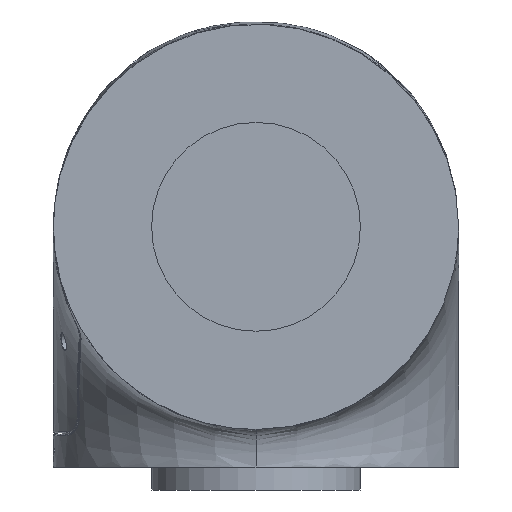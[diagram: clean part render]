
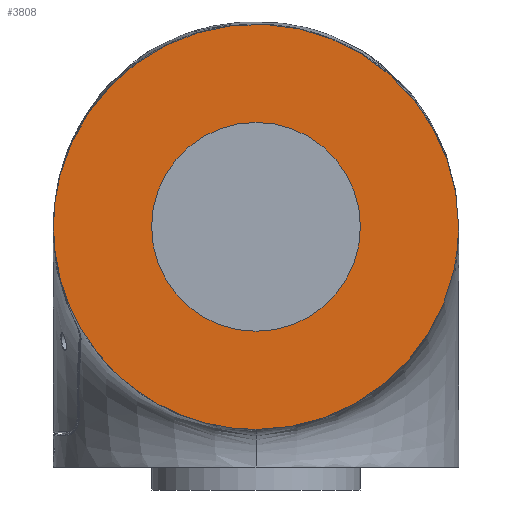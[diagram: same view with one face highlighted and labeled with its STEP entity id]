
A CAD part, front view. The second image highlights one B-rep face of the part: STEP entity #3808.
In plain terms, the highlighted planar face has unit normal (0, -1, 0).
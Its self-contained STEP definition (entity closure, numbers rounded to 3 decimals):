
#2170=CIRCLE('',#10936,50.);
#3808=ADVANCED_FACE('',(#4167,#4168),#4111,.T.);
#4111=PLANE('',#10937);
#4167=FACE_BOUND('',#4770,.T.);
#4168=FACE_BOUND('',#4771,.T.);
#4770=EDGE_LOOP('',(#6702));
#4771=EDGE_LOOP('',(#6703,#6704,#6705));
#6702=ORIENTED_EDGE('',*,*,#9323,.F.);
#6703=ORIENTED_EDGE('',*,*,#8577,.T.);
#6704=ORIENTED_EDGE('',*,*,#8662,.T.);
#6705=ORIENTED_EDGE('',*,*,#8691,.T.);
#7765=VERTEX_POINT('',#13628);
#7766=VERTEX_POINT('',#13629);
#7850=VERTEX_POINT('',#16520);
#8171=VERTEX_POINT('',#27849);
#8577=EDGE_CURVE('',#7765,#7766,#9858,.T.);
#8662=EDGE_CURVE('',#7766,#7850,#9943,.T.);
#8691=EDGE_CURVE('',#7850,#7765,#9972,.T.);
#9323=EDGE_CURVE('',#8171,#8171,#2170,.T.);
#9858=B_SPLINE_CURVE_WITH_KNOTS('',3,(#13593,#13594,#13595,#13596,#13597,
#13598,#13599,#13600,#13601,#13602,#13603,#13604,#13605,#13606,#13607,#13608,
#13609,#13610,#13611,#13612,#13613,#13614,#13615,#13616,#13617,#13618,#13619,
#13620,#13621,#13622,#13623,#13624,#13625,#13626,#13627),.UNSPECIFIED.,
 .F.,.F.,(4,1,1,1,1,1,1,1,1,1,1,1,1,1,1,1,1,1,1,1,1,1,1,1,1,1,1,1,1,1,1,
1,4),(0.,0.031,0.063,0.094,0.125,0.156,0.188,0.219,0.25,0.281,
0.313,0.344,0.375,0.406,0.438,0.469,0.5,0.531,0.563,0.594,
0.625,0.656,0.688,0.719,0.75,0.781,0.813,0.844,0.875,0.906,
0.938,0.969,1.),.UNSPECIFIED.);
#9943=B_SPLINE_CURVE_WITH_KNOTS('',3,(#16508,#16509,#16510,#16511,#16512,
#16513,#16514,#16515,#16516,#16517,#16518,#16519),.UNSPECIFIED.,.F.,.F.,
(4,1,1,1,1,1,1,1,1,4),(0.,0.,0.125,0.25,
0.375,0.5,0.625,0.75,
0.875,1.),.UNSPECIFIED.);
#9972=B_SPLINE_CURVE_WITH_KNOTS('',3,(#17595,#17596,#17597,#17598,#17599,
#17600,#17601,#17602,#17603,#17604,#17605,#17606),.UNSPECIFIED.,.F.,.F.,
(4,1,1,1,1,1,1,1,1,4),(0.,0.125,0.25,0.375,
0.5,0.625,0.75,0.875,
1.,1.),.UNSPECIFIED.);
#10936=AXIS2_PLACEMENT_3D('',#27848,#12120,#12121);
#10937=AXIS2_PLACEMENT_3D('',#27850,#12122,#12123);
#12120=DIRECTION('',(0.,-1.,0.));
#12121=DIRECTION('',(0.,0.,-1.));
#12122=DIRECTION('',(0.,-1.,0.));
#12123=DIRECTION('',(0.,0.,-1.));
#13593=CARTESIAN_POINT('',(97.,-104.5,300.));
#13594=CARTESIAN_POINT('',(97.,-104.5,303.174));
#13595=CARTESIAN_POINT('',(96.688,-104.5,309.523));
#13596=CARTESIAN_POINT('',(95.289,-104.5,318.954));
#13597=CARTESIAN_POINT('',(92.972,-104.5,328.203));
#13598=CARTESIAN_POINT('',(89.76,-104.5,337.18));
#13599=CARTESIAN_POINT('',(85.684,-104.5,345.799));
#13600=CARTESIAN_POINT('',(80.782,-104.5,353.977));
#13601=CARTESIAN_POINT('',(75.103,-104.5,361.635));
#13602=CARTESIAN_POINT('',(68.7,-104.5,368.7));
#13603=CARTESIAN_POINT('',(61.635,-104.5,375.103));
#13604=CARTESIAN_POINT('',(53.977,-104.5,380.782));
#13605=CARTESIAN_POINT('',(45.799,-104.5,385.684));
#13606=CARTESIAN_POINT('',(37.18,-104.5,389.76));
#13607=CARTESIAN_POINT('',(28.203,-104.5,392.972));
#13608=CARTESIAN_POINT('',(18.954,-104.5,395.289));
#13609=CARTESIAN_POINT('',(9.523,-104.5,396.688));
#13610=CARTESIAN_POINT('',(0.,-104.5,397.156));
#13611=CARTESIAN_POINT('',(-9.523,-104.5,396.688));
#13612=CARTESIAN_POINT('',(-18.954,-104.5,395.289));
#13613=CARTESIAN_POINT('',(-28.203,-104.5,392.972));
#13614=CARTESIAN_POINT('',(-37.18,-104.5,389.76));
#13615=CARTESIAN_POINT('',(-45.799,-104.5,385.684));
#13616=CARTESIAN_POINT('',(-53.977,-104.5,380.782));
#13617=CARTESIAN_POINT('',(-61.635,-104.5,375.103));
#13618=CARTESIAN_POINT('',(-68.7,-104.5,368.7));
#13619=CARTESIAN_POINT('',(-75.103,-104.5,361.635));
#13620=CARTESIAN_POINT('',(-80.782,-104.5,353.977));
#13621=CARTESIAN_POINT('',(-85.684,-104.5,345.799));
#13622=CARTESIAN_POINT('',(-89.76,-104.5,337.18));
#13623=CARTESIAN_POINT('',(-92.972,-104.5,328.203));
#13624=CARTESIAN_POINT('',(-95.289,-104.5,318.954));
#13625=CARTESIAN_POINT('',(-96.688,-104.5,309.523));
#13626=CARTESIAN_POINT('',(-97.,-104.5,303.174));
#13627=CARTESIAN_POINT('',(-97.,-104.5,300.));
#13628=CARTESIAN_POINT('',(97.,-104.5,300.));
#13629=CARTESIAN_POINT('',(-97.,-104.5,300.));
#16508=CARTESIAN_POINT('',(-97.,-104.5,300.));
#16509=CARTESIAN_POINT('',(-97.,-104.5,300.));
#16510=CARTESIAN_POINT('',(-97.,-104.5,293.651));
#16511=CARTESIAN_POINT('',(-95.749,-104.5,280.954));
#16512=CARTESIAN_POINT('',(-90.194,-104.5,262.64));
#16513=CARTESIAN_POINT('',(-81.172,-104.5,245.762));
#16514=CARTESIAN_POINT('',(-69.031,-104.5,230.968));
#16515=CARTESIAN_POINT('',(-54.238,-104.5,218.828));
#16516=CARTESIAN_POINT('',(-37.36,-104.5,209.806));
#16517=CARTESIAN_POINT('',(-19.046,-104.5,204.251));
#16518=CARTESIAN_POINT('',(-6.349,-104.5,203.));
#16519=CARTESIAN_POINT('',(0.,-104.5,203.));
#16520=CARTESIAN_POINT('',(0.,-104.5,203.));
#17595=CARTESIAN_POINT('',(0.,-104.5,203.));
#17596=CARTESIAN_POINT('',(6.349,-104.5,203.));
#17597=CARTESIAN_POINT('',(19.046,-104.5,204.251));
#17598=CARTESIAN_POINT('',(37.36,-104.5,209.806));
#17599=CARTESIAN_POINT('',(54.238,-104.5,218.828));
#17600=CARTESIAN_POINT('',(69.031,-104.5,230.968));
#17601=CARTESIAN_POINT('',(81.172,-104.5,245.762));
#17602=CARTESIAN_POINT('',(90.194,-104.5,262.64));
#17603=CARTESIAN_POINT('',(95.749,-104.5,280.954));
#17604=CARTESIAN_POINT('',(97.,-104.5,293.651));
#17605=CARTESIAN_POINT('',(97.,-104.5,300.));
#17606=CARTESIAN_POINT('',(97.,-104.5,300.));
#27848=CARTESIAN_POINT('',(0.,-104.5,300.));
#27849=CARTESIAN_POINT('',(0.,-104.5,250.));
#27850=CARTESIAN_POINT('',(0.,-104.5,200.));
